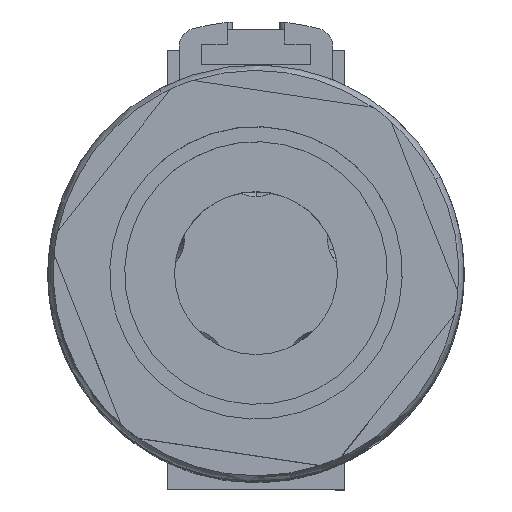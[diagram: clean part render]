
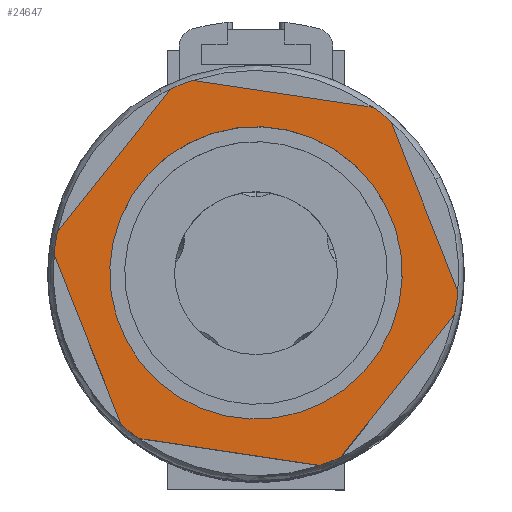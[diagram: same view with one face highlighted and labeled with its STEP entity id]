
A CAD part, top view. The second image highlights one B-rep face of the part: STEP entity #24647.
In plain terms, the highlighted planar face has unit normal (0, 0, 1).
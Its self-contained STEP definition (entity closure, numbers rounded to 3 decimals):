
#24072=AXIS2_PLACEMENT_3D('Circle Axis2P3D',#24070,#24071,$) ;
#24092=AXIS2_PLACEMENT_3D('Circle Axis2P3D',#24090,#24091,$) ;
#24366=AXIS2_PLACEMENT_3D('Circle Axis2P3D',#24364,#24365,$) ;
#24505=AXIS2_PLACEMENT_3D('Circle Axis2P3D',#24503,#24504,$) ;
#24536=AXIS2_PLACEMENT_3D('Circle Axis2P3D',#24534,#24535,$) ;
#24575=AXIS2_PLACEMENT_3D('Plane Axis2P3D',#24572,#24573,#24574) ;
#24586=AXIS2_PLACEMENT_3D('Circle Axis2P3D',#24584,#24585,$) ;
#24600=AXIS2_PLACEMENT_3D('Circle Axis2P3D',#24598,#24599,$) ;
#24614=AXIS2_PLACEMENT_3D('Circle Axis2P3D',#24612,#24613,$) ;
#24067=CARTESIAN_POINT('Vertex',(15.246,4.742,69.702)) ;
#24070=CARTESIAN_POINT('Axis2P3D Location',(11.5,11.9,69.702)) ;
#24074=CARTESIAN_POINT('Vertex',(7.754,19.058,69.702)) ;
#24090=CARTESIAN_POINT('Axis2P3D Location',(11.5,11.9,69.702)) ;
#24361=CARTESIAN_POINT('Vertex',(22.653,10.875,69.702)) ;
#24364=CARTESIAN_POINT('Axis2P3D Location',(11.5,11.9,69.702)) ;
#24368=CARTESIAN_POINT('Vertex',(22.466,9.625,69.702)) ;
#24493=CARTESIAN_POINT('Vertex',(7.987,22.535,69.702)) ;
#24500=CARTESIAN_POINT('Vertex',(6.812,22.071,69.702)) ;
#24503=CARTESIAN_POINT('Axis2P3D Location',(11.5,11.9,69.702)) ;
#24531=CARTESIAN_POINT('Vertex',(17.965,21.046,69.702)) ;
#24534=CARTESIAN_POINT('Axis2P3D Location',(11.5,11.9,69.702)) ;
#24538=CARTESIAN_POINT('Vertex',(18.954,20.259,69.702)) ;
#24559=CARTESIAN_POINT('Line Origine',(20.803,15.567,69.702)) ;
#24572=CARTESIAN_POINT('Axis2P3D Location',(6.316,21.805,69.702)) ;
#24577=CARTESIAN_POINT('Line Origine',(3.673,18.123,69.702)) ;
#24581=CARTESIAN_POINT('Vertex',(0.534,14.175,69.702)) ;
#24584=CARTESIAN_POINT('Axis2P3D Location',(11.5,11.9,69.702)) ;
#24588=CARTESIAN_POINT('Vertex',(0.347,12.925,69.702)) ;
#24591=CARTESIAN_POINT('Line Origine',(2.197,8.233,69.702)) ;
#24595=CARTESIAN_POINT('Vertex',(4.046,3.541,69.702)) ;
#24598=CARTESIAN_POINT('Axis2P3D Location',(11.5,11.9,69.702)) ;
#24602=CARTESIAN_POINT('Vertex',(5.035,2.754,69.702)) ;
#24605=CARTESIAN_POINT('Line Origine',(10.024,2.01,69.702)) ;
#24609=CARTESIAN_POINT('Vertex',(15.013,1.265,69.702)) ;
#24612=CARTESIAN_POINT('Axis2P3D Location',(11.5,11.9,69.702)) ;
#24616=CARTESIAN_POINT('Vertex',(16.188,1.729,69.702)) ;
#24619=CARTESIAN_POINT('Line Origine',(19.327,5.677,69.702)) ;
#24624=CARTESIAN_POINT('Line Origine',(12.976,21.79,69.702)) ;
#24071=DIRECTION('Axis2P3D Direction',(0.,0.,-1.)) ;
#24091=DIRECTION('Axis2P3D Direction',(0.,0.,-1.)) ;
#24365=DIRECTION('Axis2P3D Direction',(0.,0.,1.)) ;
#24504=DIRECTION('Axis2P3D Direction',(0.,0.,1.)) ;
#24535=DIRECTION('Axis2P3D Direction',(0.,0.,1.)) ;
#24560=DIRECTION('Vector Direction',(0.367,-0.93,0.)) ;
#24573=DIRECTION('Axis2P3D Direction',(0.,0.,-1.)) ;
#24574=DIRECTION('Axis2P3D XDirection',(-0.464,0.886,0.)) ;
#24578=DIRECTION('Vector Direction',(0.622,0.783,0.)) ;
#24585=DIRECTION('Axis2P3D Direction',(0.,0.,-1.)) ;
#24592=DIRECTION('Vector Direction',(-0.367,0.93,0.)) ;
#24599=DIRECTION('Axis2P3D Direction',(0.,0.,-1.)) ;
#24606=DIRECTION('Vector Direction',(-0.989,0.148,0.)) ;
#24613=DIRECTION('Axis2P3D Direction',(0.,0.,-1.)) ;
#24620=DIRECTION('Vector Direction',(-0.622,-0.783,0.)) ;
#24625=DIRECTION('Vector Direction',(0.989,-0.148,0.)) ;
#24561=VECTOR('Line Direction',#24560,1.) ;
#24579=VECTOR('Line Direction',#24578,1.) ;
#24593=VECTOR('Line Direction',#24592,1.) ;
#24607=VECTOR('Line Direction',#24606,1.) ;
#24621=VECTOR('Line Direction',#24620,1.) ;
#24626=VECTOR('Line Direction',#24625,1.) ;
#24630=ORIENTED_EDGE('',*,*,#24507,.T.) ;
#24631=ORIENTED_EDGE('',*,*,#24583,.F.) ;
#24632=ORIENTED_EDGE('',*,*,#24590,.T.) ;
#24633=ORIENTED_EDGE('',*,*,#24597,.F.) ;
#24634=ORIENTED_EDGE('',*,*,#24604,.T.) ;
#24635=ORIENTED_EDGE('',*,*,#24611,.F.) ;
#24636=ORIENTED_EDGE('',*,*,#24618,.T.) ;
#24637=ORIENTED_EDGE('',*,*,#24623,.F.) ;
#24638=ORIENTED_EDGE('',*,*,#24370,.T.) ;
#24639=ORIENTED_EDGE('',*,*,#24563,.F.) ;
#24640=ORIENTED_EDGE('',*,*,#24540,.T.) ;
#24641=ORIENTED_EDGE('',*,*,#24628,.F.) ;
#24644=ORIENTED_EDGE('',*,*,#24094,.T.) ;
#24645=ORIENTED_EDGE('',*,*,#24076,.T.) ;
#24646=FACE_BOUND('',#24643,.T.) ;
#24647=ADVANCED_FACE('MUTTER',(#24642,#24646),#24576,.F.) ;
#24073=CIRCLE('generated circle',#24072,8.079) ;
#24093=CIRCLE('generated circle',#24092,8.079) ;
#24367=CIRCLE('generated circle',#24366,11.2) ;
#24506=CIRCLE('generated circle',#24505,11.2) ;
#24537=CIRCLE('generated circle',#24536,11.2) ;
#24587=CIRCLE('generated circle',#24586,11.2) ;
#24601=CIRCLE('generated circle',#24600,11.2) ;
#24615=CIRCLE('generated circle',#24614,11.2) ;
#24076=EDGE_CURVE('',#24075,#24068,#24073,.T.) ;
#24094=EDGE_CURVE('',#24068,#24075,#24093,.T.) ;
#24370=EDGE_CURVE('',#24369,#24362,#24367,.T.) ;
#24507=EDGE_CURVE('',#24494,#24501,#24506,.T.) ;
#24540=EDGE_CURVE('',#24539,#24532,#24537,.T.) ;
#24563=EDGE_CURVE('',#24539,#24362,#24562,.T.) ;
#24583=EDGE_CURVE('',#24582,#24501,#24580,.T.) ;
#24590=EDGE_CURVE('',#24582,#24589,#24587,.F.) ;
#24597=EDGE_CURVE('',#24596,#24589,#24594,.T.) ;
#24604=EDGE_CURVE('',#24596,#24603,#24601,.F.) ;
#24611=EDGE_CURVE('',#24610,#24603,#24608,.T.) ;
#24618=EDGE_CURVE('',#24610,#24617,#24615,.F.) ;
#24623=EDGE_CURVE('',#24369,#24617,#24622,.T.) ;
#24628=EDGE_CURVE('',#24494,#24532,#24627,.T.) ;
#24629=EDGE_LOOP('',(#24630,#24631,#24632,#24633,#24634,#24635,#24636,#24637,#24638,#24639,#24640,#24641)) ;
#24643=EDGE_LOOP('',(#24644,#24645)) ;
#24642=FACE_OUTER_BOUND('',#24629,.T.) ;
#24562=LINE('Line',#24559,#24561) ;
#24580=LINE('Line',#24577,#24579) ;
#24594=LINE('Line',#24591,#24593) ;
#24608=LINE('Line',#24605,#24607) ;
#24622=LINE('Line',#24619,#24621) ;
#24627=LINE('Line',#24624,#24626) ;
#24576=PLANE('',#24575) ;
#24068=VERTEX_POINT('',#24067) ;
#24075=VERTEX_POINT('',#24074) ;
#24362=VERTEX_POINT('',#24361) ;
#24369=VERTEX_POINT('',#24368) ;
#24494=VERTEX_POINT('',#24493) ;
#24501=VERTEX_POINT('',#24500) ;
#24532=VERTEX_POINT('',#24531) ;
#24539=VERTEX_POINT('',#24538) ;
#24582=VERTEX_POINT('',#24581) ;
#24589=VERTEX_POINT('',#24588) ;
#24596=VERTEX_POINT('',#24595) ;
#24603=VERTEX_POINT('',#24602) ;
#24610=VERTEX_POINT('',#24609) ;
#24617=VERTEX_POINT('',#24616) ;
